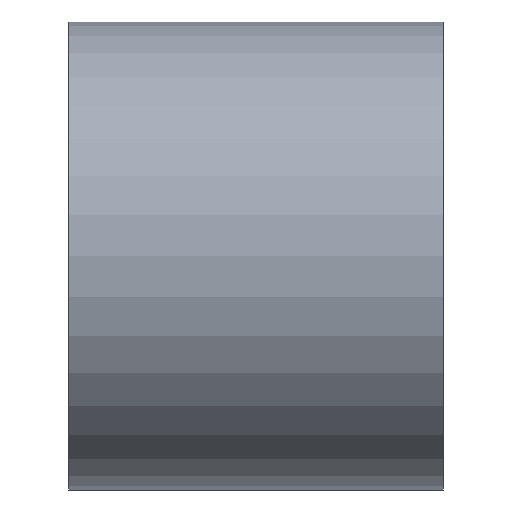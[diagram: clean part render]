
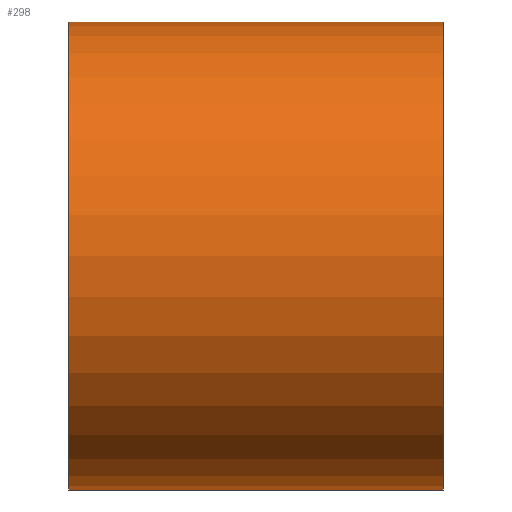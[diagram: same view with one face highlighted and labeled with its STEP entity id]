
A CAD part, left-side view. The second image highlights one B-rep face of the part: STEP entity #298.
In plain terms, the highlighted cylindrical face has radius 25 mm (diameter 50 mm), a partial arc.
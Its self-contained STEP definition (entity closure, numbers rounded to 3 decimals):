
#38=FACE_OUTER_BOUND('',#57,.T.);
#57=EDGE_LOOP('',(#250,#251,#252,#253));
#83=LINE('',#507,#106);
#84=LINE('',#508,#107);
#106=VECTOR('',#423,10.);
#107=VECTOR('',#424,10.);
#119=CIRCLE('',#334,25.);
#123=CIRCLE('',#341,25.);
#143=VERTEX_POINT('',#485);
#144=VERTEX_POINT('',#487);
#148=VERTEX_POINT('',#501);
#149=VERTEX_POINT('',#503);
#176=EDGE_CURVE('',#144,#143,#119,.T.);
#184=EDGE_CURVE('',#149,#148,#123,.T.);
#186=EDGE_CURVE('',#143,#149,#83,.T.);
#187=EDGE_CURVE('',#148,#144,#84,.T.);
#250=ORIENTED_EDGE('',*,*,#176,.T.);
#251=ORIENTED_EDGE('',*,*,#186,.T.);
#252=ORIENTED_EDGE('',*,*,#184,.T.);
#253=ORIENTED_EDGE('',*,*,#187,.T.);
#274=CYLINDRICAL_SURFACE('',#342,25.);
#298=ADVANCED_FACE('',(#38),#274,.T.);
#334=AXIS2_PLACEMENT_3D('',#488,#400,#401);
#341=AXIS2_PLACEMENT_3D('',#504,#418,#419);
#342=AXIS2_PLACEMENT_3D('',#506,#421,#422);
#400=DIRECTION('center_axis',(0.,1.,0.));
#401=DIRECTION('ref_axis',(-0.707,0.,0.707));
#418=DIRECTION('center_axis',(0.,-1.,0.));
#419=DIRECTION('ref_axis',(-0.707,0.,-0.707));
#421=DIRECTION('center_axis',(0.,-1.,0.));
#422=DIRECTION('ref_axis',(-0.707,0.,0.707));
#423=DIRECTION('',(0.,1.,0.));
#424=DIRECTION('',(0.,-1.,0.));
#485=CARTESIAN_POINT('',(25.,0.,50.));
#487=CARTESIAN_POINT('',(25.,0.,0.));
#488=CARTESIAN_POINT('Origin',(25.,0.,25.));
#501=CARTESIAN_POINT('',(25.,40.,0.));
#503=CARTESIAN_POINT('',(25.,40.,50.));
#504=CARTESIAN_POINT('Origin',(25.,40.,25.));
#506=CARTESIAN_POINT('Origin',(25.,30.,25.));
#507=CARTESIAN_POINT('',(25.,30.,50.));
#508=CARTESIAN_POINT('',(25.,30.,0.));
